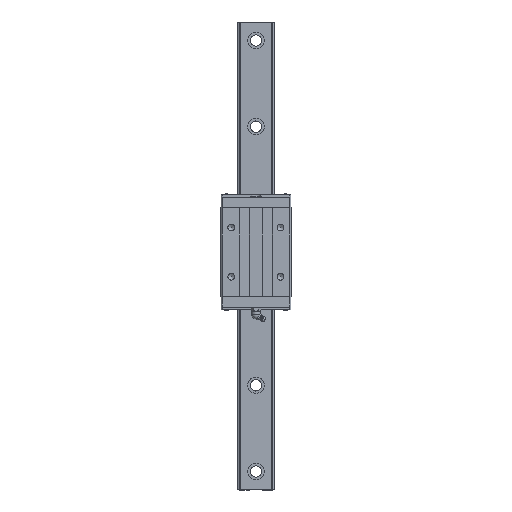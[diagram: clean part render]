
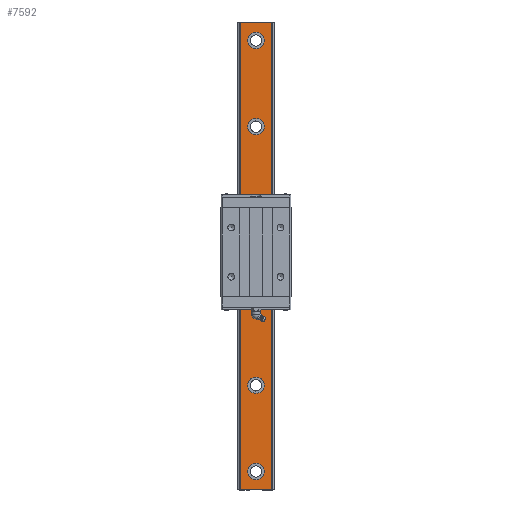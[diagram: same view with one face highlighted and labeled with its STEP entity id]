
A CAD part, top view. The second image highlights one B-rep face of the part: STEP entity #7592.
In plain terms, the highlighted planar face has unit normal (0, 0, 1).
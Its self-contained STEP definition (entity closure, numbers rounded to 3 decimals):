
#281 = FACE_BOUND ( 'NONE', #2913, .T. ) ;
#306 = LINE ( 'NONE', #9869, #10104 ) ;
#373 = VERTEX_POINT ( 'NONE', #9933 ) ;
#489 = LINE ( 'NONE', #10055, #4743 ) ;
#515 = EDGE_LOOP ( 'NONE', ( #2317 ) ) ;
#520 = LINE ( 'NONE', #10083, #7832 ) ;
#546 = ORIENTED_EDGE ( 'NONE', *, *, #3552, .T. ) ;
#673 = CARTESIAN_POINT ( 'NONE',  ( 0., 232.5, 16. ) ) ;
#817 = FACE_BOUND ( 'NONE', #9633, .T. ) ;
#977 = DIRECTION ( 'NONE',  ( 0., 0., -1. ) ) ;
#1051 = VERTEX_POINT ( 'NONE', #1791 ) ;
#1088 = FACE_BOUND ( 'NONE', #515, .T. ) ;
#1531 = ORIENTED_EDGE ( 'NONE', *, *, #8281, .T. ) ;
#1730 = AXIS2_PLACEMENT_3D ( 'NONE', #10531, #9438, #8345 ) ;
#1791 = CARTESIAN_POINT ( 'NONE',  ( 19.2, 0., 16. ) ) ;
#1979 = AXIS2_PLACEMENT_3D ( 'NONE', #2056, #977, #10559 ) ;
#1985 = VERTEX_POINT ( 'NONE', #6608 ) ;
#2056 = CARTESIAN_POINT ( 'NONE',  ( 0., 442.5, 16. ) ) ;
#2279 = EDGE_CURVE ( 'NONE', #1985, #10243, #520, .T. ) ;
#2317 = ORIENTED_EDGE ( 'NONE', *, *, #3604, .T. ) ;
#2482 = EDGE_CURVE ( 'NONE', #6521, #6521, #5456, .T. ) ;
#2710 = VECTOR ( 'NONE', #4637, 1000. ) ;
#2727 = CARTESIAN_POINT ( 'NONE',  ( 10., 232.5, 16. ) ) ;
#2913 = EDGE_LOOP ( 'NONE', ( #5607 ) ) ;
#3209 = EDGE_CURVE ( 'NONE', #1051, #1985, #306, .T. ) ;
#3304 = EDGE_LOOP ( 'NONE', ( #1531 ) ) ;
#3467 = DIRECTION ( 'NONE',  ( 1., 0., 0. ) ) ;
#3552 = EDGE_CURVE ( 'NONE', #10243, #4799, #489, .T. ) ;
#3604 = EDGE_CURVE ( 'NONE', #8210, #8210, #8013, .T. ) ;
#3831 = VERTEX_POINT ( 'NONE', #2727 ) ;
#3835 = EDGE_CURVE ( 'NONE', #3831, #3831, #9680, .T. ) ;
#4382 = EDGE_CURVE ( 'NONE', #9872, #9872, #5590, .T. ) ;
#4509 = EDGE_LOOP ( 'NONE', ( #9325 ) ) ;
#4560 = DIRECTION ( 'NONE',  ( 0., 0., 1. ) ) ;
#4592 = ORIENTED_EDGE ( 'NONE', *, *, #2482, .T. ) ;
#4637 = DIRECTION ( 'NONE',  ( 1., 0., 0. ) ) ;
#4743 = VECTOR ( 'NONE', #8968, 1000. ) ;
#4799 = VERTEX_POINT ( 'NONE', #5629 ) ;
#5081 = DIRECTION ( 'NONE',  ( 1., 0., 0. ) ) ;
#5215 = ORIENTED_EDGE ( 'NONE', *, *, #9823, .T. ) ;
#5429 = CARTESIAN_POINT ( 'NONE',  ( 10., 127.5, 16. ) ) ;
#5456 = CIRCLE ( 'NONE', #7070, 10. ) ;
#5590 = CIRCLE ( 'NONE', #1979, 10. ) ;
#5607 = ORIENTED_EDGE ( 'NONE', *, *, #4382, .T. ) ;
#5629 = CARTESIAN_POINT ( 'NONE',  ( -19.2, 0., 16. ) ) ;
#5642 = CARTESIAN_POINT ( 'NONE',  ( 0., 570., 16. ) ) ;
#5718 = CARTESIAN_POINT ( 'NONE',  ( 0., 0., 16. ) ) ;
#5802 = CIRCLE ( 'NONE', #1730, 10. ) ;
#5930 = EDGE_LOOP ( 'NONE', ( #8472, #546, #5215, #6937 ) ) ;
#5945 = AXIS2_PLACEMENT_3D ( 'NONE', #7271, #6175, #5081 ) ;
#6175 = DIRECTION ( 'NONE',  ( 0., 0., -1. ) ) ;
#6374 = CARTESIAN_POINT ( 'NONE',  ( -19.2, 570., 16. ) ) ;
#6386 = AXIS2_PLACEMENT_3D ( 'NONE', #10638, #9544, #8451 ) ;
#6509 = ORIENTED_EDGE ( 'NONE', *, *, #9673, .T. ) ;
#6521 = VERTEX_POINT ( 'NONE', #5429 ) ;
#6608 = CARTESIAN_POINT ( 'NONE',  ( 19.2, 570., 16. ) ) ;
#6810 = LINE ( 'NONE', #5718, #2710 ) ;
#6937 = ORIENTED_EDGE ( 'NONE', *, *, #3209, .T. ) ;
#7070 = AXIS2_PLACEMENT_3D ( 'NONE', #9377, #8285, #7181 ) ;
#7105 = CARTESIAN_POINT ( 'NONE',  ( 10., 22.5, 16. ) ) ;
#7181 = DIRECTION ( 'NONE',  ( 1., 0., 0. ) ) ;
#7271 = CARTESIAN_POINT ( 'NONE',  ( 0., 547.5, 16. ) ) ;
#7346 = FACE_OUTER_BOUND ( 'NONE', #5930, .T. ) ;
#7487 = CARTESIAN_POINT ( 'NONE',  ( 10., 547.5, 16. ) ) ;
#7592 = ADVANCED_FACE ( 'NONE', ( #7346, #9010, #9832, #10387, #281, #817, #1088 ), #8943, .T. ) ;
#7832 = VECTOR ( 'NONE', #8997, 1000. ) ;
#8013 = CIRCLE ( 'NONE', #6386, 10. ) ;
#8210 = VERTEX_POINT ( 'NONE', #7105 ) ;
#8281 = EDGE_CURVE ( 'NONE', #373, #373, #5802, .T. ) ;
#8285 = DIRECTION ( 'NONE',  ( 0., 0., -1. ) ) ;
#8325 = CIRCLE ( 'NONE', #5945, 10. ) ;
#8345 = DIRECTION ( 'NONE',  ( 1., 0., 0. ) ) ;
#8451 = DIRECTION ( 'NONE',  ( 1., 0., 0. ) ) ;
#8472 = ORIENTED_EDGE ( 'NONE', *, *, #2279, .T. ) ;
#8486 = EDGE_LOOP ( 'NONE', ( #4592 ) ) ;
#8587 = VERTEX_POINT ( 'NONE', #7487 ) ;
#8780 = DIRECTION ( 'NONE',  ( 0., 1., 0. ) ) ;
#8786 = CARTESIAN_POINT ( 'NONE',  ( 10., 442.5, 16. ) ) ;
#8943 = PLANE ( 'NONE',  #10106 ) ;
#8968 = DIRECTION ( 'NONE',  ( 0., -1., 0. ) ) ;
#8997 = DIRECTION ( 'NONE',  ( -1., 0., 0. ) ) ;
#9010 = FACE_BOUND ( 'NONE', #8486, .T. ) ;
#9155 = DIRECTION ( 'NONE',  ( 1., 0., 0. ) ) ;
#9325 = ORIENTED_EDGE ( 'NONE', *, *, #3835, .T. ) ;
#9377 = CARTESIAN_POINT ( 'NONE',  ( 0., 127.5, 16. ) ) ;
#9438 = DIRECTION ( 'NONE',  ( 0., 0., -1. ) ) ;
#9502 = AXIS2_PLACEMENT_3D ( 'NONE', #673, #10241, #9155 ) ;
#9544 = DIRECTION ( 'NONE',  ( 0., 0., -1. ) ) ;
#9633 = EDGE_LOOP ( 'NONE', ( #6509 ) ) ;
#9673 = EDGE_CURVE ( 'NONE', #8587, #8587, #8325, .T. ) ;
#9680 = CIRCLE ( 'NONE', #9502, 10. ) ;
#9823 = EDGE_CURVE ( 'NONE', #4799, #1051, #6810, .T. ) ;
#9832 = FACE_BOUND ( 'NONE', #4509, .T. ) ;
#9869 = CARTESIAN_POINT ( 'NONE',  ( 19.2, 570., 16. ) ) ;
#9872 = VERTEX_POINT ( 'NONE', #8786 ) ;
#9933 = CARTESIAN_POINT ( 'NONE',  ( 10., 337.5, 16. ) ) ;
#10055 = CARTESIAN_POINT ( 'NONE',  ( -19.2, 570., 16. ) ) ;
#10083 = CARTESIAN_POINT ( 'NONE',  ( 0., 570., 16. ) ) ;
#10104 = VECTOR ( 'NONE', #8780, 1000. ) ;
#10106 = AXIS2_PLACEMENT_3D ( 'NONE', #5642, #4560, #3467 ) ;
#10241 = DIRECTION ( 'NONE',  ( 0., 0., -1. ) ) ;
#10243 = VERTEX_POINT ( 'NONE', #6374 ) ;
#10387 = FACE_BOUND ( 'NONE', #3304, .T. ) ;
#10531 = CARTESIAN_POINT ( 'NONE',  ( 0., 337.5, 16. ) ) ;
#10559 = DIRECTION ( 'NONE',  ( 1., 0., 0. ) ) ;
#10638 = CARTESIAN_POINT ( 'NONE',  ( 0., 22.5, 16. ) ) ;
